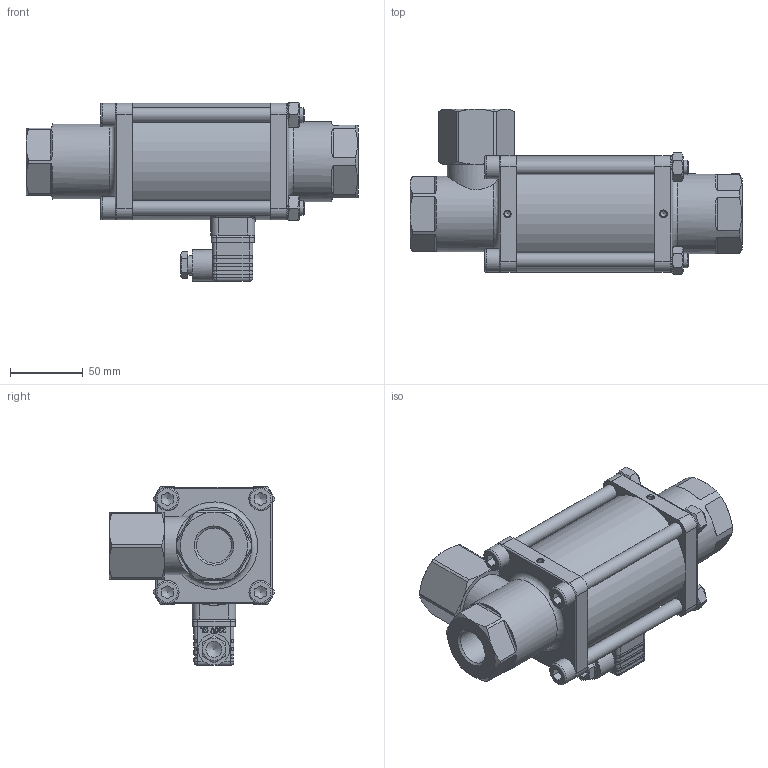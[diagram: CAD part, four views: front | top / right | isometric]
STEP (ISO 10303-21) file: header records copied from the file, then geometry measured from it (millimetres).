
FILE_DESCRIPTION(/* description */ ('Teil 1'),/* implementation_level */ '2;1');
FILE_NAME(/* name */ 'Typ 370 NO DN20 M0 G34.stp',/* time_stamp */ '2023-01-18T13:02:32+01:00',/* author */ ('SCanivar'),/* organization */ (''),/* preprocessor_version */ 'ST-DEVELOPER v18.1',/* originating_system */ 'Autodesk Inventor 2021',/* authorisation */ '');
FILE_SCHEMA (('AUTOMOTIVE_DESIGN { 1 0 10303 214 3 1 1 }'));
Length unit declared in the file: millimetre
Products named in the file (1): BG-000069
Bounding box: 228 x 113.81 x 122.8 mm (x, y, z)
Volume: 991637.6 mm3; surface area: 100313.1 mm2
Topology: 1 solids, 1 shells, 460 faces, 1221 edges, 781 vertices
Faces by surface type: plane 246, cylinder 92, bspline 57, cone 43, torus 18, sphere 4
Full cylindrical faces by diameter (mm): 2.5 x1, 4.134 x2, 10 x8, 11 x1, 13.3 x1, 16 x4, 21.5 x1, 24.117 x2, 24.5 x1, 52 x1, 55 x1, 80 x1
Entity records: 15174 total; most frequent: CARTESIAN_POINT 3772, ORIENTED_EDGE 2420, DIRECTION 2083, EDGE_CURVE 1210, VERTEX_POINT 781, AXIS2_PLACEMENT_3D 729, LINE 625, VECTOR 625
